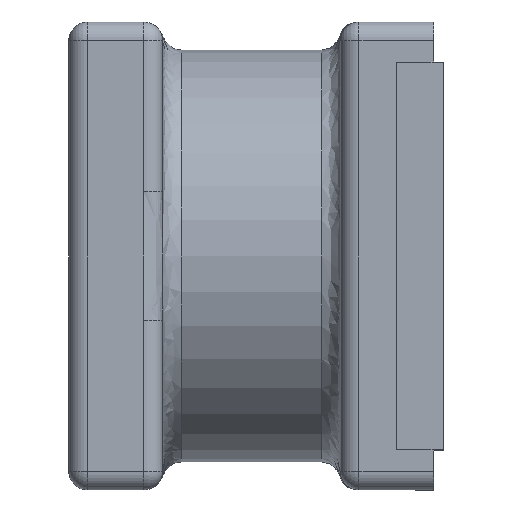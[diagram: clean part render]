
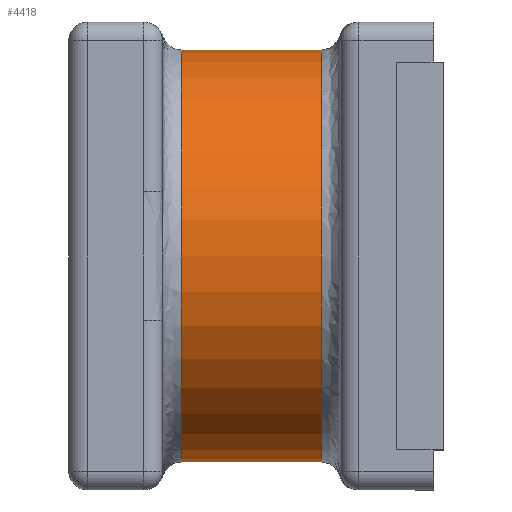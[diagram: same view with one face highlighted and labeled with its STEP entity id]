
A CAD part, left-side view. The second image highlights one B-rep face of the part: STEP entity #4418.
In plain terms, the highlighted cylindrical face has radius 1.1 mm (diameter 2.2 mm), a partial arc.
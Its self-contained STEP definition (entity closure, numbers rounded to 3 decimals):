
#102 = VERTEX_POINT ( 'NONE', #5188 ) ;
#401 = VERTEX_POINT ( 'NONE', #4735 ) ;
#426 = DIRECTION ( 'NONE',  ( 0., 1., 0. ) ) ;
#882 = CARTESIAN_POINT ( 'NONE',  ( 0.133, 0.6, -1.112 ) ) ;
#975 = VECTOR ( 'NONE', #3468, 1000. ) ;
#995 = CARTESIAN_POINT ( 'NONE',  ( 0.133, 0.6, -0.012 ) ) ;
#1102 = EDGE_LOOP ( 'NONE', ( #3310, #2389, #2307, #2328 ) ) ;
#1398 = EDGE_CURVE ( 'NONE', #102, #5111, #4287, .T. ) ;
#1561 = FACE_OUTER_BOUND ( 'NONE', #1102, .T. ) ;
#1572 = CARTESIAN_POINT ( 'NONE',  ( 0.133, 1.35, 1.088 ) ) ;
#1624 = AXIS2_PLACEMENT_3D ( 'NONE', #2517, #426, #1705 ) ;
#1705 = DIRECTION ( 'NONE',  ( 0., 0., 1. ) ) ;
#1860 = DIRECTION ( 'NONE',  ( 0., -1., 0. ) ) ;
#1984 = EDGE_CURVE ( 'NONE', #2377, #401, #3869, .T. ) ;
#2097 = CIRCLE ( 'NONE', #4622, 1.1 ) ;
#2285 = DIRECTION ( 'NONE',  ( 0., 0., -1. ) ) ;
#2307 = ORIENTED_EDGE ( 'NONE', *, *, #1398, .T. ) ;
#2328 = ORIENTED_EDGE ( 'NONE', *, *, #2716, .T. ) ;
#2377 = VERTEX_POINT ( 'NONE', #882 ) ;
#2389 = ORIENTED_EDGE ( 'NONE', *, *, #3608, .T. ) ;
#2407 = CIRCLE ( 'NONE', #4963, 1.1 ) ;
#2517 = CARTESIAN_POINT ( 'NONE',  ( 0.133, 0.5, -0.012 ) ) ;
#2694 = CARTESIAN_POINT ( 'NONE',  ( 0.133, 1.35, -0.012 ) ) ;
#2716 = EDGE_CURVE ( 'NONE', #5111, #401, #2097, .T. ) ;
#3310 = ORIENTED_EDGE ( 'NONE', *, *, #1984, .F. ) ;
#3468 = DIRECTION ( 'NONE',  ( 0., 1., 0. ) ) ;
#3608 = EDGE_CURVE ( 'NONE', #2377, #102, #2407, .T. ) ;
#3869 = LINE ( 'NONE', #4284, #975 ) ;
#3941 = DIRECTION ( 'NONE',  ( 0., 0., 1. ) ) ;
#4253 = CYLINDRICAL_SURFACE ( 'NONE', #1624, 1.1 ) ;
#4284 = CARTESIAN_POINT ( 'NONE',  ( 0.133, 0.5, -1.112 ) ) ;
#4287 = LINE ( 'NONE', #4888, #5192 ) ;
#4418 = ADVANCED_FACE ( 'NONE', ( #1561 ), #4253, .T. ) ;
#4622 = AXIS2_PLACEMENT_3D ( 'NONE', #2694, #1860, #2285 ) ;
#4735 = CARTESIAN_POINT ( 'NONE',  ( 0.133, 1.35, -1.112 ) ) ;
#4831 = DIRECTION ( 'NONE',  ( 0., 1., 0. ) ) ;
#4888 = CARTESIAN_POINT ( 'NONE',  ( 0.133, 0.5, 1.088 ) ) ;
#4963 = AXIS2_PLACEMENT_3D ( 'NONE', #995, #5187, #3941 ) ;
#5111 = VERTEX_POINT ( 'NONE', #1572 ) ;
#5187 = DIRECTION ( 'NONE',  ( 0., 1., 0. ) ) ;
#5188 = CARTESIAN_POINT ( 'NONE',  ( 0.133, 0.6, 1.088 ) ) ;
#5192 = VECTOR ( 'NONE', #4831, 1000. ) ;
